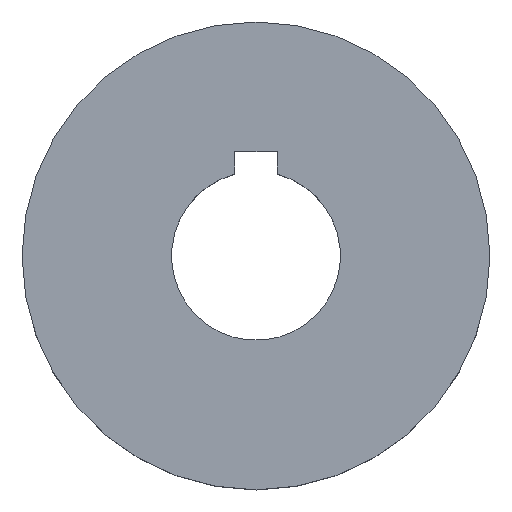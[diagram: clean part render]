
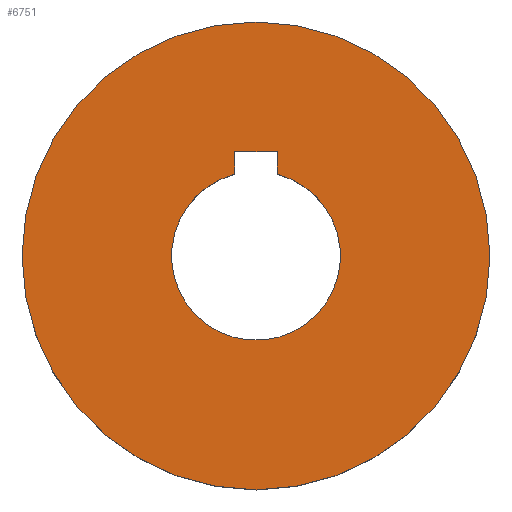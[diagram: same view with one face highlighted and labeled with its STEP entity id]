
A CAD part, top view. The second image highlights one B-rep face of the part: STEP entity #6751.
In plain terms, the highlighted planar face has unit normal (0, 0, 1).
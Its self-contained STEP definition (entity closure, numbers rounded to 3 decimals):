
#386=FACE_BOUND('',#787,.T.);
#394=PLANE('',#7509);
#408=FACE_OUTER_BOUND('',#786,.T.);
#786=EDGE_LOOP('',(#4899));
#787=EDGE_LOOP('',(#4900,#4901,#4902,#4903));
#1165=LINE('',#11595,#1549);
#1168=LINE('',#11601,#1552);
#1171=LINE('',#11605,#1555);
#1549=VECTOR('',#8994,10.);
#1552=VECTOR('',#8999,10.);
#1555=VECTOR('',#9004,10.);
#2290=CIRCLE('',#7502,22.);
#2292=CIRCLE('',#7505,7.938);
#3020=VERTEX_POINT('',#11579);
#3023=VERTEX_POINT('',#11586);
#3024=VERTEX_POINT('',#11588);
#3026=VERTEX_POINT('',#11594);
#3028=VERTEX_POINT('',#11600);
#3763=EDGE_CURVE('',#3020,#3020,#2290,.T.);
#3767=EDGE_CURVE('',#3024,#3023,#2292,.T.);
#3770=EDGE_CURVE('',#3026,#3024,#1165,.T.);
#3773=EDGE_CURVE('',#3028,#3026,#1168,.T.);
#3776=EDGE_CURVE('',#3023,#3028,#1171,.T.);
#4899=ORIENTED_EDGE('',*,*,#3763,.T.);
#4900=ORIENTED_EDGE('',*,*,#3773,.T.);
#4901=ORIENTED_EDGE('',*,*,#3770,.T.);
#4902=ORIENTED_EDGE('',*,*,#3767,.T.);
#4903=ORIENTED_EDGE('',*,*,#3776,.T.);
#6751=ADVANCED_FACE('',(#408,#386),#394,.T.);
#7502=AXIS2_PLACEMENT_3D('',#11580,#8980,#8981);
#7505=AXIS2_PLACEMENT_3D('',#11589,#8988,#8989);
#7509=AXIS2_PLACEMENT_3D('',#11606,#9005,#9006);
#8980=DIRECTION('center_axis',(0.,0.,1.));
#8981=DIRECTION('ref_axis',(1.,0.,0.));
#8988=DIRECTION('center_axis',(0.,0.,-1.));
#8989=DIRECTION('ref_axis',(-0.252,0.968,0.));
#8994=DIRECTION('',(0.,-1.,0.));
#8999=DIRECTION('',(1.,0.,0.));
#9004=DIRECTION('',(0.,1.,0.));
#9005=DIRECTION('center_axis',(0.,0.,1.));
#9006=DIRECTION('ref_axis',(1.,0.,0.));
#11579=CARTESIAN_POINT('',(-22.,0.,8.5));
#11580=CARTESIAN_POINT('Origin',(0.,0.,8.5));
#11586=CARTESIAN_POINT('',(-1.998,7.682,8.5));
#11588=CARTESIAN_POINT('',(1.998,7.682,8.5));
#11589=CARTESIAN_POINT('Origin',(0.,0.,8.5));
#11594=CARTESIAN_POINT('',(1.998,9.818,8.5));
#11595=CARTESIAN_POINT('',(1.998,4.909,8.5));
#11600=CARTESIAN_POINT('',(-1.998,9.818,8.5));
#11601=CARTESIAN_POINT('',(-0.999,9.818,8.5));
#11605=CARTESIAN_POINT('',(-1.998,3.841,8.5));
#11606=CARTESIAN_POINT('Origin',(0.,0.,8.5));
